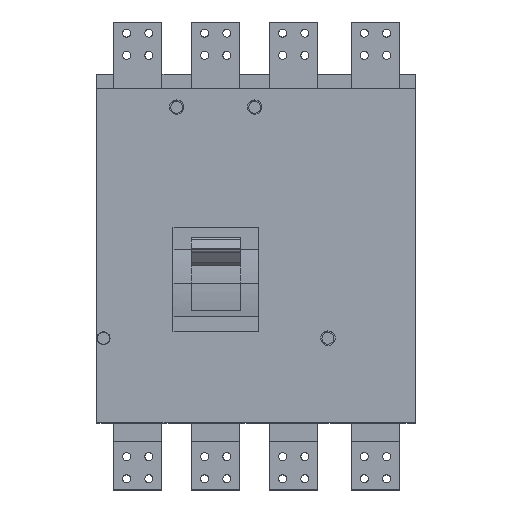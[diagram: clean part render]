
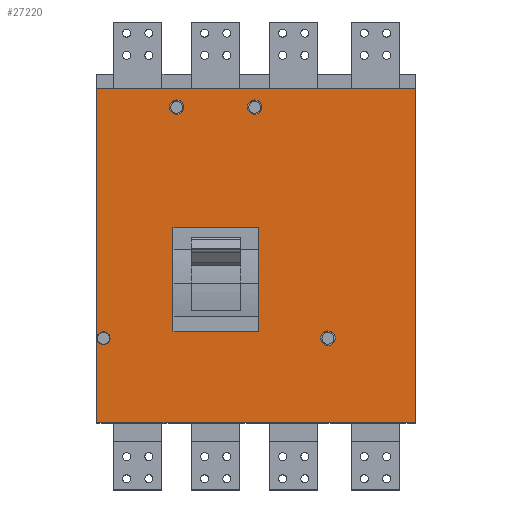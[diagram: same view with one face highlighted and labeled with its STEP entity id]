
A CAD part, top view. The second image highlights one B-rep face of the part: STEP entity #27220.
In plain terms, the highlighted planar face has unit normal (0, 0, 1).
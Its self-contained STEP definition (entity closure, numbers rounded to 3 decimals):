
#25320=CARTESIAN_POINT('',(-35.716,-648.313,
-251.714));
#25330=VERTEX_POINT('',#25320);
#25500=CARTESIAN_POINT('',(-35.716,-1098.313,
-251.714));
#25510=VERTEX_POINT('',#25500);
#25540=CARTESIAN_POINT('',(-35.716,-1098.313,
-251.714));
#25550=DIRECTION('',(0.,1.,0.));
#25560=VECTOR('',#25550,1.);
#25570=LINE('',#25540,#25560);
#25580=EDGE_CURVE('',#25510,#25330,#25570,.T.);
#25680=CARTESIAN_POINT('',(-464.716,0.,-251.714));
#25690=DIRECTION('',(0.,-1.,0.));
#25700=VECTOR('',#25690,1.);
#25710=LINE('',#25680,#25700);
#25720=CARTESIAN_POINT('',(-464.716,-648.313,
-251.714));
#25730=VERTEX_POINT('',#25720);
#25740=CARTESIAN_POINT('',(-464.716,-1098.313,
-251.714));
#25750=VERTEX_POINT('',#25740);
#25760=EDGE_CURVE('',#25730,#25750,#25710,.T.);
#26070=CARTESIAN_POINT('',(-35.716,-1098.313,
-251.714));
#26080=DIRECTION('',(-0.,-0.,-1.));
#26090=DIRECTION('',(0.,-1.,0.));
#26100=AXIS2_PLACEMENT_3D('',#26070,#26080,#26090);
#26110=PLANE('',#26100);
#26120=ORIENTED_EDGE('',*,*,#25580,.T.);
#26130=CARTESIAN_POINT('',(0.,-1098.313,-251.714));
#26140=DIRECTION('',(-1.,0.,0.));
#26150=VECTOR('',#26140,1.);
#26160=LINE('',#26130,#26150);
#26170=EDGE_CURVE('',#25510,#25750,#26160,.T.);
#26180=ORIENTED_EDGE('',*,*,#26170,.F.);
#26190=ORIENTED_EDGE('',*,*,#25760,.T.);
#26200=CARTESIAN_POINT('',(0.,-648.313,-251.714));
#26210=DIRECTION('',(-1.,0.,0.));
#26220=VECTOR('',#26210,1.);
#26230=LINE('',#26200,#26220);
#26240=EDGE_CURVE('',#25330,#25730,#26230,.T.);
#26250=ORIENTED_EDGE('',*,*,#26240,.T.);
#26260=EDGE_LOOP('',(#26250,#26190,#26180,#26120));
#26270=FACE_OUTER_BOUND('',#26260,.T.);
#26280=CARTESIAN_POINT('',(0.,-975.313,-251.714));
#26290=DIRECTION('',(1.,0.,0.));
#26300=VECTOR('',#26290,1.);
#26310=LINE('',#26280,#26300);
#26320=CARTESIAN_POINT('',(-362.216,-975.313,
-251.714));
#26330=VERTEX_POINT('',#26320);
#26340=CARTESIAN_POINT('',(-247.216,-975.313,
-251.714));
#26350=VERTEX_POINT('',#26340);
#26360=EDGE_CURVE('',#26330,#26350,#26310,.T.);
#26370=ORIENTED_EDGE('',*,*,#26360,.F.);
#26380=CARTESIAN_POINT('',(-247.216,0.,-251.714));
#26390=DIRECTION('',(0.,-1.,0.));
#26400=VECTOR('',#26390,1.);
#26410=LINE('',#26380,#26400);
#26420=CARTESIAN_POINT('',(-247.216,-835.313,
-251.714));
#26430=VERTEX_POINT('',#26420);
#26440=EDGE_CURVE('',#26430,#26350,#26410,.T.);
#26450=ORIENTED_EDGE('',*,*,#26440,.T.);
#26460=CARTESIAN_POINT('',(0.,-835.313,-251.714));
#26470=DIRECTION('',(-1.,0.,0.));
#26480=VECTOR('',#26470,1.);
#26490=LINE('',#26460,#26480);
#26500=CARTESIAN_POINT('',(-362.216,-835.313,
-251.714));
#26510=VERTEX_POINT('',#26500);
#26520=EDGE_CURVE('',#26430,#26510,#26490,.T.);
#26530=ORIENTED_EDGE('',*,*,#26520,.F.);
#26540=CARTESIAN_POINT('',(-362.216,0.,-251.714));
#26550=DIRECTION('',(0.,-1.,0.));
#26560=VECTOR('',#26550,1.);
#26570=LINE('',#26540,#26560);
#26580=EDGE_CURVE('',#26510,#26330,#26570,.T.);
#26590=ORIENTED_EDGE('',*,*,#26580,.F.);
#26600=EDGE_LOOP('',(#26590,#26530,#26450,#26370));
#26610=FACE_BOUND('',#26600,.T.);
#26620=CARTESIAN_POINT('',(-455.716,-984.313,
-251.714));
#26630=DIRECTION('',(0.,0.,1.));
#26640=DIRECTION('',(1.,0.,0.));
#26650=AXIS2_PLACEMENT_3D('',#26620,#26630,#26640);
#26660=CIRCLE('',#26650,8.75);
#26670=CARTESIAN_POINT('',(-446.966,-984.313,
-251.714));
#26680=VERTEX_POINT('',#26670);
#26690=CARTESIAN_POINT('',(-464.466,-984.313,
-251.714));
#26700=VERTEX_POINT('',#26690);
#26710=EDGE_CURVE('',#26680,#26700,#26660,.T.);
#26720=ORIENTED_EDGE('',*,*,#26710,.F.);
#26730=EDGE_CURVE('',#26700,#26680,#26660,.T.);
#26740=ORIENTED_EDGE('',*,*,#26730,.F.);
#26750=EDGE_LOOP('',(#26740,#26720));
#26760=FACE_BOUND('',#26750,.T.);
#26770=CARTESIAN_POINT('',(-252.216,-673.313,
-251.714));
#26780=DIRECTION('',(0.,0.,1.));
#26790=DIRECTION('',(1.,0.,0.));
#26800=AXIS2_PLACEMENT_3D('',#26770,#26780,#26790);
#26810=CIRCLE('',#26800,9.75);
#26820=CARTESIAN_POINT('',(-242.466,-673.313,
-251.714));
#26830=VERTEX_POINT('',#26820);
#26840=CARTESIAN_POINT('',(-261.966,-673.313,
-251.714));
#26850=VERTEX_POINT('',#26840);
#26860=EDGE_CURVE('',#26830,#26850,#26810,.T.);
#26870=ORIENTED_EDGE('',*,*,#26860,.F.);
#26880=EDGE_CURVE('',#26850,#26830,#26810,.T.);
#26890=ORIENTED_EDGE('',*,*,#26880,.F.);
#26900=EDGE_LOOP('',(#26890,#26870));
#26910=FACE_BOUND('',#26900,.T.);
#26920=CARTESIAN_POINT('',(-153.716,-984.313,
-251.714));
#26930=DIRECTION('',(0.,0.,1.));
#26940=DIRECTION('',(1.,0.,0.));
#26950=AXIS2_PLACEMENT_3D('',#26920,#26930,#26940);
#26960=CIRCLE('',#26950,9.75);
#26970=CARTESIAN_POINT('',(-143.966,-984.313,
-251.714));
#26980=VERTEX_POINT('',#26970);
#26990=CARTESIAN_POINT('',(-163.466,-984.313,
-251.714));
#27000=VERTEX_POINT('',#26990);
#27010=EDGE_CURVE('',#26980,#27000,#26960,.T.);
#27020=ORIENTED_EDGE('',*,*,#27010,.F.);
#27030=EDGE_CURVE('',#27000,#26980,#26960,.T.);
#27040=ORIENTED_EDGE('',*,*,#27030,.F.);
#27050=EDGE_LOOP('',(#27040,#27020));
#27060=FACE_BOUND('',#27050,.T.);
#27070=CARTESIAN_POINT('',(-357.216,-673.313,
-251.714));
#27080=DIRECTION('',(0.,0.,1.));
#27090=DIRECTION('',(1.,0.,0.));
#27100=AXIS2_PLACEMENT_3D('',#27070,#27080,#27090);
#27110=CIRCLE('',#27100,9.75);
#27120=CARTESIAN_POINT('',(-347.466,-673.313,
-251.714));
#27130=VERTEX_POINT('',#27120);
#27140=CARTESIAN_POINT('',(-366.966,-673.313,
-251.714));
#27150=VERTEX_POINT('',#27140);
#27160=EDGE_CURVE('',#27130,#27150,#27110,.T.);
#27170=ORIENTED_EDGE('',*,*,#27160,.F.);
#27180=EDGE_CURVE('',#27150,#27130,#27110,.T.);
#27190=ORIENTED_EDGE('',*,*,#27180,.F.);
#27200=EDGE_LOOP('',(#27190,#27170));
#27210=FACE_BOUND('',#27200,.T.);
#27220=ADVANCED_FACE('',(#26270,#26610,#26760,#26910,#27060,#27210),
#26110,.F.);
